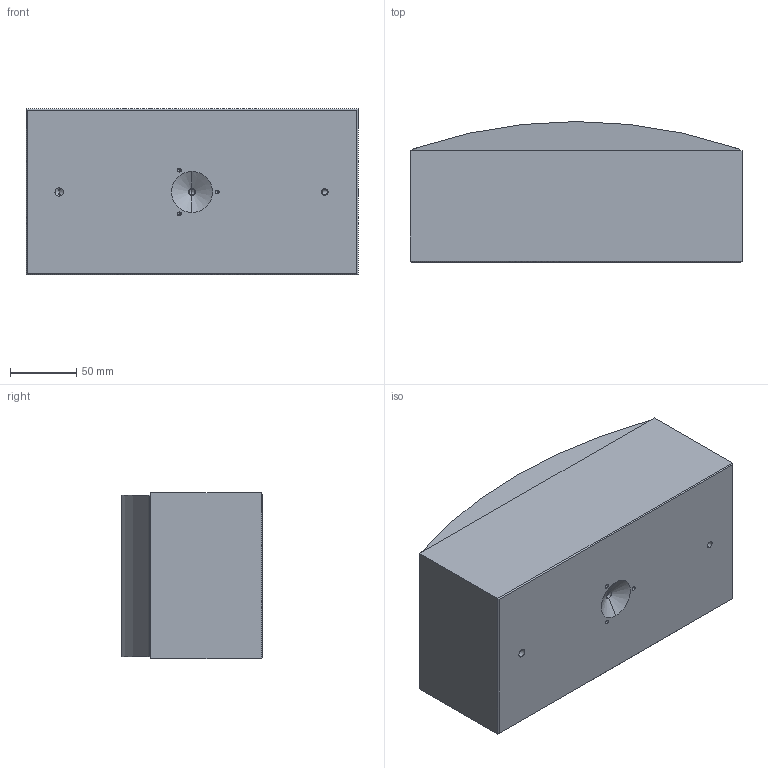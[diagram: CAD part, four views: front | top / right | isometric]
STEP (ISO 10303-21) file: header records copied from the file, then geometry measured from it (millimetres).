
FILE_DESCRIPTION (( 'STEP AP214' ), '1' );
FILE_NAME ('S33125LXXX.STEP', '2023-01-06T18:30:43', ( '' ), ( '' ), 'SwSTEP 2.0', 'SolidWorks 2020', '' );
FILE_SCHEMA (( 'AUTOMOTIVE_DESIGN' ));
Length unit declared in the file: inch
Products named in the file (4): S90A001; S33125LXXX; 62S122S09_S33125L37501; 12S12501_12S12501
Assembly tree (2 placements, depth 2):
  S90A001
  S33125LXXX
    12S12501_12S12501
    62S122S09_S33125L37501
Bounding box: 250 x 105.84 x 125 mm (x, y, z)
Volume: 2970937.2 mm3; surface area: 240104 mm2
Topology: 2 solids, 2 shells, 237 faces, 567 edges, 351 vertices
Faces by surface type: plane 92, cylinder 77, sphere 36, torus 18, cone 14
Entity records: 7083 total; most frequent: CARTESIAN_POINT 1421, DIRECTION 1215, ORIENTED_EDGE 1110, EDGE_CURVE 555, AXIS2_PLACEMENT_3D 473, VERTEX_POINT 351, EDGE_LOOP 270, VECTOR 269
